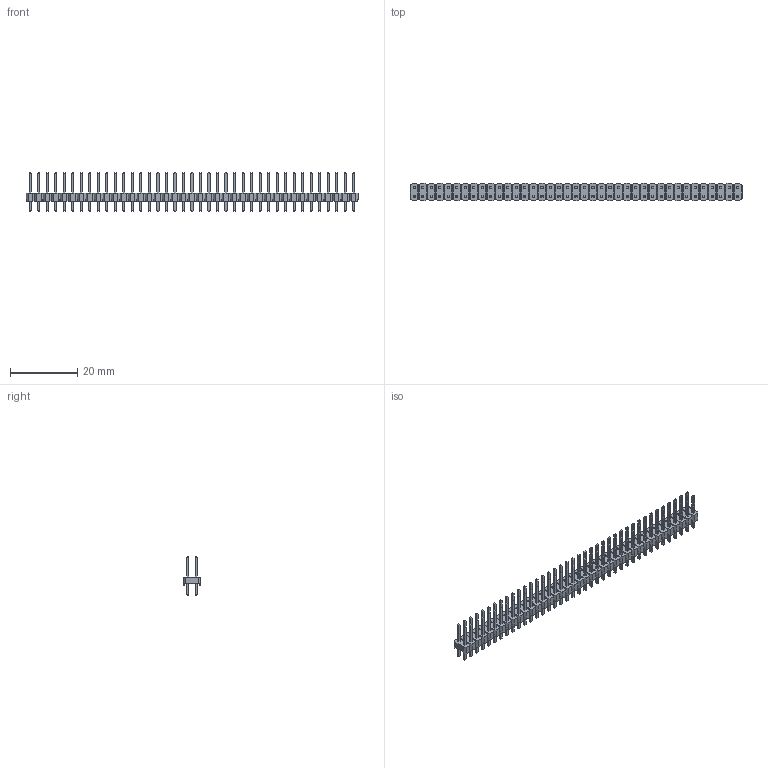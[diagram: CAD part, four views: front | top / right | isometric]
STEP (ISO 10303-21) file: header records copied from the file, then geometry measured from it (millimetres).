
FILE_DESCRIPTION(('STEP AP214'), '1');
FILE_NAME('PLD', '', ('UNSPECIFIED'), ('UNSPECIFIED'), 'ASCON STEP Converter 1.6', 'ASCON Math Kernel', '');
FILE_SCHEMA(('AUTOMOTIVE_DESIGN { 1 0 10303 214 3 1 1}'));
Length unit declared in the file: millimetre
Bounding box: 99.06 x 5.08 x 11.6 mm (x, y, z)
Volume: 1203.3 mm3; surface area: 3579.3 mm2
Topology: 1 solids, 1 shells, 1996 faces, 4776 edges, 2976 vertices
Faces by surface type: plane 1996
Entity records: 71756 total; most frequent: CARTESIAN_POINT 9749, ORIENTED_EDGE 9552, DIRECTION 8770, EDGE_CURVE 4776, LINE 4776, VECTOR 4776, VERTEX_POINT 2976, FACE_BOUND 2190
